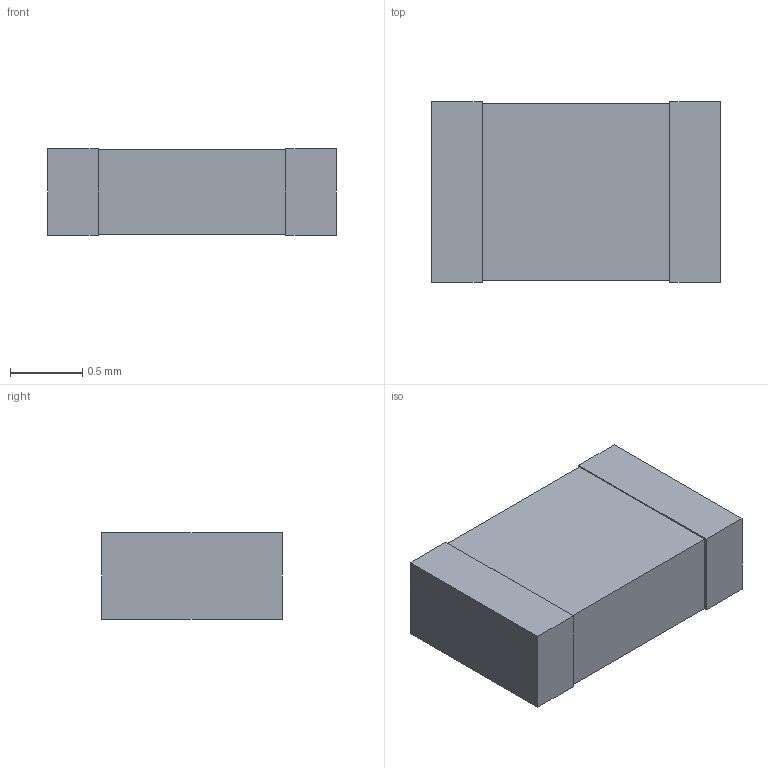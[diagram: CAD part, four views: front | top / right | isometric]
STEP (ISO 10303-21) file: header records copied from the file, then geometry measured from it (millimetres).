
FILE_DESCRIPTION (( 'STEP AP203' ), '1' );
FILE_NAME ('R0805.STEP', '2021-07-26T06:42:42', ( '' ), ( '' ), 'SwSTEP 2.0', 'SolidWorks 2019', '' );
FILE_SCHEMA (( 'CONFIG_CONTROL_DESIGN' ));
Length unit declared in the file: millimetre
Products named in the file (5): R0805; body.stp; term2.stp; RC0805FR-071KL.stp; term1.stp
Assembly tree (4 placements, depth 3):
  R0805
    RC0805FR-071KL.stp
      term1.stp
      term2.stp
      body.stp
Bounding box: 2 x 1.25 x 0.6 mm (x, y, z)
Volume: 1.5 mm3; surface area: 11.7 mm2
Topology: 3 solids, 3 shells, 18 faces, 36 edges, 24 vertices
Faces by surface type: plane 18
Entity records: 987 total; most frequent: DIRECTION 88, CARTESIAN_POINT 86, ORIENTED_EDGE 72, PERSON_AND_ORGANIZATION 44, VECTOR 36, LINE 36, EDGE_CURVE 36, CALENDAR_DATE 33
